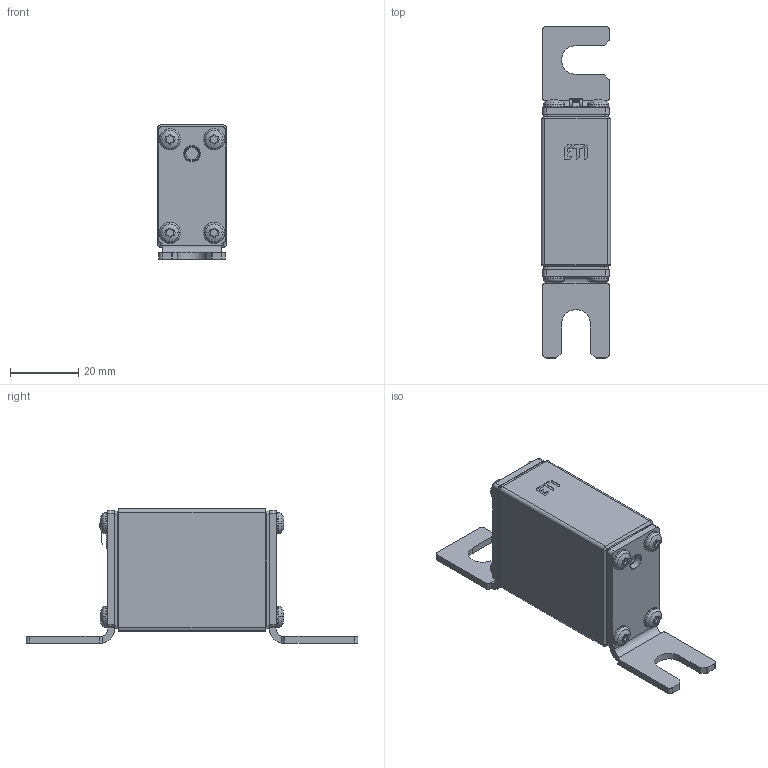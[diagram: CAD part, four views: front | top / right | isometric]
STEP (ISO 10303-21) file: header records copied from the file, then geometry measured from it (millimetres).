
FILE_DESCRIPTION((''),'2;1');
FILE_NAME('004110070_ASM','2022-08-09T08:03:26',('said.beganovic'),('Audax d.o.o.'),'CREO PARAMETRIC BY PTC INC, 2021304','CREO PARAMETRIC BY PTC INC, 2021304','');
FILE_SCHEMA(('AUTOMOTIVE_DESIGN { 1 0 10303 214 1 1 1 1 }'));
Length unit declared in the file: millimetre
Products named in the file (9): 0000030769; 0000029896; 0000042728; 0000042742; 0000011586; 0000011580; 0000011599; 0000031297; 004110070_ASM
Assembly tree (16 placements, depth 2):
  004110070_ASM
    0000030769
    0000029896  x2
    0000042728
    0000042742
    0000011586
    0000011580
    0000011599
    0000031297  x8
Bounding box: 20.4 x 97.6 x 39.5 mm (x, y, z)
Volume: 37031.1 mm3; surface area: 17857.7 mm2
Topology: 16 solids, 32 shells, 1093 faces, 2669 edges, 1612 vertices
Faces by surface type: cylinder 496, plane 466, torus 48, bspline 35, cone 32, sphere 16
Entity records: 26089 total; most frequent: CARTESIAN_POINT 3823, DIRECTION 2647, ORIENTED_EDGE 2350, PRESENTATION_STYLE_ASSIGNMENT 1703, STYLED_ITEM 1652, CURVE_STYLE 1193, EDGE_CURVE 1193, AXIS2_PLACEMENT_3D 1019
